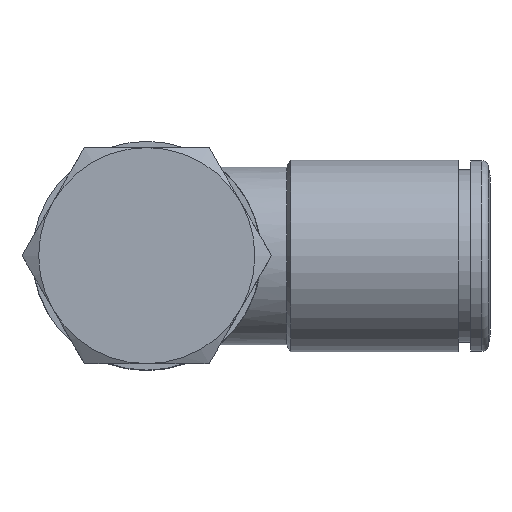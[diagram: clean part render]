
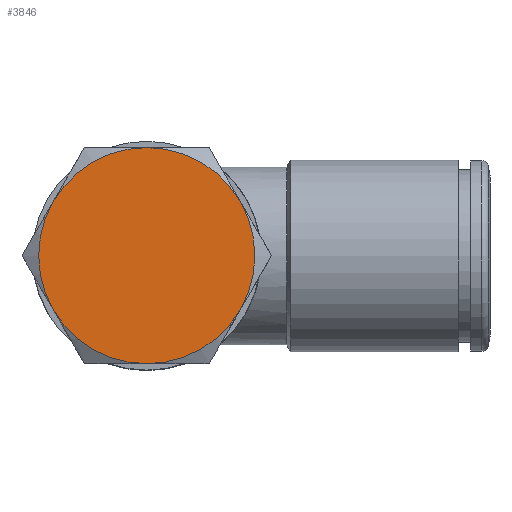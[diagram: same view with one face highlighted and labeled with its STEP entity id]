
A CAD part, top view. The second image highlights one B-rep face of the part: STEP entity #3846.
In plain terms, the highlighted face is planar.
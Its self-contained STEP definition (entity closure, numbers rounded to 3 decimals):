
#1165=ORIENTED_EDGE('',*,*,#1432,.F.);
#1166=ORIENTED_EDGE('',*,*,#1433,.F.);
#1167=ORIENTED_EDGE('',*,*,#1434,.F.);
#1168=ORIENTED_EDGE('',*,*,#1435,.F.);
#1169=ORIENTED_EDGE('',*,*,#1436,.F.);
#1170=ORIENTED_EDGE('',*,*,#1431,.F.);
#1286=CIRCLE('',#3722,8.5);
#1287=CIRCLE('',#3724,8.5);
#1288=CIRCLE('',#3725,8.5);
#1289=CIRCLE('',#3726,8.5);
#1290=CIRCLE('',#3727,8.5);
#1291=CIRCLE('',#3728,8.5);
#1350=VERTEX_POINT('',#3526);
#1351=VERTEX_POINT('',#3530);
#1354=VERTEX_POINT('',#3540);
#1355=VERTEX_POINT('',#3542);
#1356=VERTEX_POINT('',#3544);
#1357=VERTEX_POINT('',#3546);
#1431=EDGE_CURVE('',#1350,#1351,#1286,.T.);
#1432=EDGE_CURVE('',#1354,#1350,#1287,.T.);
#1433=EDGE_CURVE('',#1355,#1354,#1288,.T.);
#1434=EDGE_CURVE('',#1356,#1355,#1289,.T.);
#1435=EDGE_CURVE('',#1357,#1356,#1290,.T.);
#1436=EDGE_CURVE('',#1351,#1357,#1291,.T.);
#1545=EDGE_LOOP('',(#1165,#1166,#1167,#1168,#1169,#1170));
#1661=FACE_BOUND('',#1545,.T.);
#1896=DIRECTION('',(0.,-1.,0.));
#1897=DIRECTION('',(0.,0.,8.5));
#1898=DIRECTION('',(0.,1.,0.));
#1899=DIRECTION('',(1.,0.,0.));
#1900=DIRECTION('',(0.,-1.,0.));
#1901=DIRECTION('',(0.,0.,8.5));
#1902=DIRECTION('',(0.,-1.,0.));
#1903=DIRECTION('',(0.,0.,8.5));
#1904=DIRECTION('',(0.,-1.,0.));
#1905=DIRECTION('',(0.,0.,8.5));
#1906=DIRECTION('',(0.,-1.,0.));
#1907=DIRECTION('',(0.,0.,8.5));
#1908=DIRECTION('',(0.,-1.,0.));
#1909=DIRECTION('',(0.,0.,8.5));
#3526=CARTESIAN_POINT('',(89.739,128.989,8.5));
#3530=CARTESIAN_POINT('',(82.378,128.989,4.25));
#3538=CARTESIAN_POINT('',(89.739,128.989,0.));
#3539=CARTESIAN_POINT('',(98.239,128.989,0.));
#3540=CARTESIAN_POINT('',(97.1,128.989,4.25));
#3541=CARTESIAN_POINT('',(89.739,128.989,0.));
#3542=CARTESIAN_POINT('',(97.1,128.989,-4.25));
#3543=CARTESIAN_POINT('',(89.739,128.989,0.));
#3544=CARTESIAN_POINT('',(89.739,128.989,-8.5));
#3545=CARTESIAN_POINT('',(89.739,128.989,0.));
#3546=CARTESIAN_POINT('',(82.378,128.989,-4.25));
#3547=CARTESIAN_POINT('',(89.739,128.989,0.));
#3548=CARTESIAN_POINT('',(89.739,128.989,0.));
#3722=AXIS2_PLACEMENT_3D('',#3538,#1896,#1897);
#3723=AXIS2_PLACEMENT_3D('',#3539,#1898,#1899);
#3724=AXIS2_PLACEMENT_3D('',#3541,#1900,#1901);
#3725=AXIS2_PLACEMENT_3D('',#3543,#1902,#1903);
#3726=AXIS2_PLACEMENT_3D('',#3545,#1904,#1905);
#3727=AXIS2_PLACEMENT_3D('',#3547,#1906,#1907);
#3728=AXIS2_PLACEMENT_3D('',#3548,#1908,#1909);
#3796=PLANE('',#3723);
#3846=ADVANCED_FACE('',(#1661),#3796,.T.);
